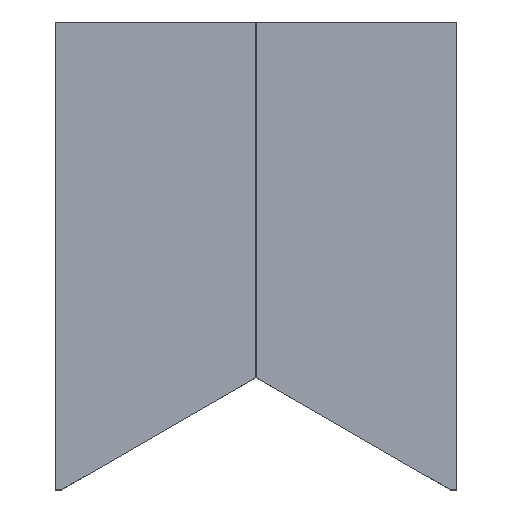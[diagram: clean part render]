
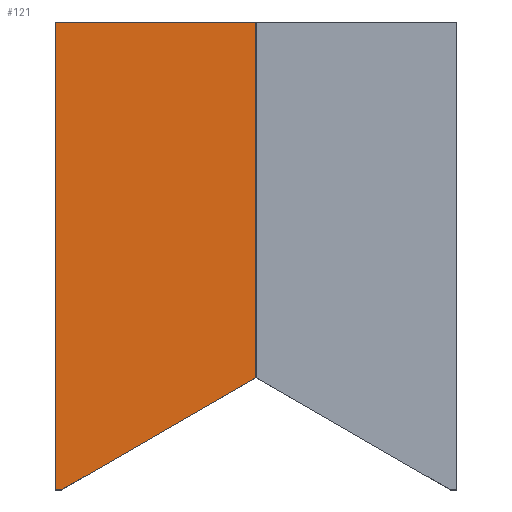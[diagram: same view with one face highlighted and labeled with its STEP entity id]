
A CAD part, top view. The second image highlights one B-rep face of the part: STEP entity #121.
In plain terms, the highlighted planar face has unit normal (0, 0, 1).
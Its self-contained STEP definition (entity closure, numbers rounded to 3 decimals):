
#4 = VECTOR ( 'NONE', #80, 1000. ) ;
#37 = VECTOR ( 'NONE', #341, 1000. ) ;
#39 = DIRECTION ( 'NONE',  ( 0., -1., 0. ) ) ;
#43 = CARTESIAN_POINT ( 'NONE',  ( -600., -700., 260. ) ) ;
#55 = VERTEX_POINT ( 'NONE', #146 ) ;
#59 = VECTOR ( 'NONE', #347, 1000. ) ;
#68 = VECTOR ( 'NONE', #39, 1000. ) ;
#76 = EDGE_CURVE ( 'NONE', #235, #342, #106, .T. ) ;
#80 = DIRECTION ( 'NONE',  ( 1., 0., 0. ) ) ;
#82 = ORIENTED_EDGE ( 'NONE', *, *, #178, .F. ) ;
#85 = LINE ( 'NONE', #228, #37 ) ;
#91 = VERTEX_POINT ( 'NONE', #258 ) ;
#93 = CARTESIAN_POINT ( 'NONE',  ( -600., 700., 260. ) ) ;
#99 = CARTESIAN_POINT ( 'NONE',  ( -600., -700., 260. ) ) ;
#106 = LINE ( 'NONE', #321, #68 ) ;
#111 = CARTESIAN_POINT ( 'NONE',  ( 0., 0., 260. ) ) ;
#112 = PLANE ( 'NONE',  #333 ) ;
#121 = ADVANCED_FACE ( 'NONE', ( #293 ), #112, .F. ) ;
#130 = EDGE_CURVE ( 'NONE', #342, #91, #400, .T. ) ;
#133 = CARTESIAN_POINT ( 'NONE',  ( -1., -365.137, 260. ) ) ;
#146 = CARTESIAN_POINT ( 'NONE',  ( -1., 700., 260. ) ) ;
#178 = EDGE_CURVE ( 'NONE', #55, #466, #85, .T. ) ;
#212 = ORIENTED_EDGE ( 'NONE', *, *, #130, .T. ) ;
#225 = EDGE_CURVE ( 'NONE', #91, #466, #264, .T. ) ;
#228 = CARTESIAN_POINT ( 'NONE',  ( -1., 700., 260. ) ) ;
#235 = VERTEX_POINT ( 'NONE', #93 ) ;
#241 = LINE ( 'NONE', #384, #59 ) ;
#250 = ORIENTED_EDGE ( 'NONE', *, *, #444, .T. ) ;
#258 = CARTESIAN_POINT ( 'NONE',  ( -581., -700., 260. ) ) ;
#259 = DIRECTION ( 'NONE',  ( -1., 0., 0. ) ) ;
#264 = LINE ( 'NONE', #404, #366 ) ;
#293 = FACE_OUTER_BOUND ( 'NONE', #387, .T. ) ;
#300 = DIRECTION ( 'NONE',  ( 0.866, 0.5, 0. ) ) ;
#321 = CARTESIAN_POINT ( 'NONE',  ( -600., 700., 260. ) ) ;
#333 = AXIS2_PLACEMENT_3D ( 'NONE', #111, #399, #259 ) ;
#341 = DIRECTION ( 'NONE',  ( 0., -1., 0. ) ) ;
#342 = VERTEX_POINT ( 'NONE', #99 ) ;
#347 = DIRECTION ( 'NONE',  ( -1., 0., 0. ) ) ;
#366 = VECTOR ( 'NONE', #300, 1000. ) ;
#384 = CARTESIAN_POINT ( 'NONE',  ( 581., 700., 260. ) ) ;
#387 = EDGE_LOOP ( 'NONE', ( #441, #82, #250, #421, #212 ) ) ;
#399 = DIRECTION ( 'NONE',  ( 0., 0., -1. ) ) ;
#400 = LINE ( 'NONE', #43, #4 ) ;
#404 = CARTESIAN_POINT ( 'NONE',  ( -581., -700., 260. ) ) ;
#421 = ORIENTED_EDGE ( 'NONE', *, *, #76, .T. ) ;
#441 = ORIENTED_EDGE ( 'NONE', *, *, #225, .T. ) ;
#444 = EDGE_CURVE ( 'NONE', #55, #235, #241, .T. ) ;
#466 = VERTEX_POINT ( 'NONE', #133 ) ;
